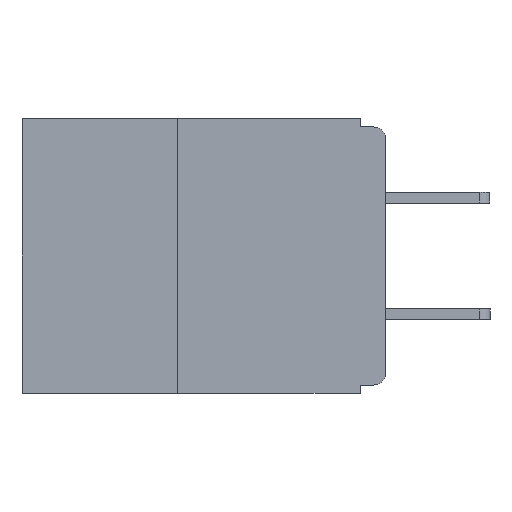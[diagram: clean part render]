
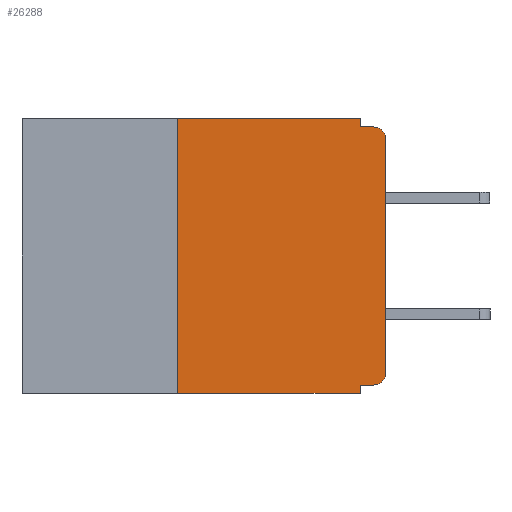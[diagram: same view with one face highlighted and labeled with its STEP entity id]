
A CAD part, left-side view. The second image highlights one B-rep face of the part: STEP entity #26288.
In plain terms, the highlighted planar face has unit normal (-1, 0, 0).
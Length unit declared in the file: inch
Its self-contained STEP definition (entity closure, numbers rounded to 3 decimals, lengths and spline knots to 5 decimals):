
#618 = CARTESIAN_POINT ( 'NONE',  ( 0., 0., -0.305 ) ) ;
#643 = CARTESIAN_POINT ( 'NONE',  ( 0., 0.437, 0. ) ) ;
#1130 = VERTEX_POINT ( 'NONE', #19698 ) ;
#1471 = ORIENTED_EDGE ( 'NONE', *, *, #27245, .T. ) ;
#2228 = CARTESIAN_POINT ( 'NONE',  ( 0., 0.437, -0.33 ) ) ;
#2917 = DIRECTION ( 'NONE',  ( -1., 0., 0. ) ) ;
#3105 = EDGE_CURVE ( 'NONE', #13559, #5946, #19225, .T. ) ;
#3159 = DIRECTION ( 'NONE',  ( 1., 0., 0. ) ) ;
#3261 = ORIENTED_EDGE ( 'NONE', *, *, #3359, .T. ) ;
#3359 = EDGE_CURVE ( 'NONE', #13189, #9005, #29794, .T. ) ;
#3457 = AXIS2_PLACEMENT_3D ( 'NONE', #17222, #2917, #19624 ) ;
#3493 = EDGE_CURVE ( 'NONE', #5946, #1130, #26178, .T. ) ;
#3609 = ORIENTED_EDGE ( 'NONE', *, *, #17756, .F. ) ;
#3750 = ORIENTED_EDGE ( 'NONE', *, *, #4702, .F. ) ;
#3777 = VECTOR ( 'NONE', #26698, 39.37008 ) ;
#4324 = ORIENTED_EDGE ( 'NONE', *, *, #3493, .F. ) ;
#4702 = EDGE_CURVE ( 'NONE', #1130, #25094, #10113, .T. ) ;
#4838 = LINE ( 'NONE', #15481, #29290 ) ;
#5455 = ORIENTED_EDGE ( 'NONE', *, *, #3105, .F. ) ;
#5768 = ORIENTED_EDGE ( 'NONE', *, *, #30620, .T. ) ;
#5946 = VERTEX_POINT ( 'NONE', #23202 ) ;
#6234 = CARTESIAN_POINT ( 'NONE',  ( 0., 0.031, -0.33 ) ) ;
#6397 = AXIS2_PLACEMENT_3D ( 'NONE', #643, #3159, #19842 ) ;
#6456 = VECTOR ( 'NONE', #15067, 39.37008 ) ;
#6577 = AXIS2_PLACEMENT_3D ( 'NONE', #23789, #23703, #23142 ) ;
#7283 = ORIENTED_EDGE ( 'NONE', *, *, #29128, .F. ) ;
#7377 = ORIENTED_EDGE ( 'NONE', *, *, #8137, .F. ) ;
#7398 = DIRECTION ( 'NONE',  ( 0., 0., 1. ) ) ;
#7911 = ORIENTED_EDGE ( 'NONE', *, *, #27817, .T. ) ;
#8100 = CARTESIAN_POINT ( 'NONE',  ( 0., 0., -0.01 ) ) ;
#8137 = EDGE_CURVE ( 'NONE', #8892, #9446, #15538, .T. ) ;
#8210 = CARTESIAN_POINT ( 'NONE',  ( 0., 0.031, -0.32 ) ) ;
#8836 = FACE_OUTER_BOUND ( 'NONE', #25734, .T. ) ;
#8892 = VERTEX_POINT ( 'NONE', #20442 ) ;
#8899 = CARTESIAN_POINT ( 'NONE',  ( 0., 0.25, -0.33 ) ) ;
#9005 = VERTEX_POINT ( 'NONE', #27958 ) ;
#9446 = VERTEX_POINT ( 'NONE', #8210 ) ;
#10113 = LINE ( 'NONE', #26490, #3777 ) ;
#10632 = CARTESIAN_POINT ( 'NONE',  ( 0., 0.031, -0.01 ) ) ;
#10876 = DIRECTION ( 'NONE',  ( 0., 0., -1. ) ) ;
#12897 = LINE ( 'NONE', #14389, #19258 ) ;
#13020 = DIRECTION ( 'NONE',  ( 0., -1., 0. ) ) ;
#13189 = VERTEX_POINT ( 'NONE', #24216 ) ;
#13559 = VERTEX_POINT ( 'NONE', #20751 ) ;
#13797 = VECTOR ( 'NONE', #13020, 39.37008 ) ;
#14110 = VERTEX_POINT ( 'NONE', #6234 ) ;
#14389 = CARTESIAN_POINT ( 'NONE',  ( 0., 0., 0. ) ) ;
#14548 = LINE ( 'NONE', #8100, #13797 ) ;
#14801 = VECTOR ( 'NONE', #17271, 39.37008 ) ;
#15064 = PLANE ( 'NONE',  #6397 ) ;
#15067 = DIRECTION ( 'NONE',  ( 0., -1., 0. ) ) ;
#15481 = CARTESIAN_POINT ( 'NONE',  ( 0., 0.031, -0.33 ) ) ;
#15538 = LINE ( 'NONE', #26667, #14801 ) ;
#15766 = VERTEX_POINT ( 'NONE', #618 ) ;
#17222 = CARTESIAN_POINT ( 'NONE',  ( 0., 0.015, -0.305 ) ) ;
#17271 = DIRECTION ( 'NONE',  ( 0., 1., 0. ) ) ;
#17756 = EDGE_CURVE ( 'NONE', #25094, #9005, #14548, .T. ) ;
#18366 = CIRCLE ( 'NONE', #3457, 0.015 ) ;
#18456 = VECTOR ( 'NONE', #7398, 39.37008 ) ;
#19225 = LINE ( 'NONE', #8899, #18456 ) ;
#19258 = VECTOR ( 'NONE', #26183, 39.37008 ) ;
#19624 = DIRECTION ( 'NONE',  ( 0., 0., -1. ) ) ;
#19698 = CARTESIAN_POINT ( 'NONE',  ( 0., 0.031, 0. ) ) ;
#19842 = DIRECTION ( 'NONE',  ( 0., 0., -1. ) ) ;
#20442 = CARTESIAN_POINT ( 'NONE',  ( 0., 0.015, -0.32 ) ) ;
#20751 = CARTESIAN_POINT ( 'NONE',  ( 0., 0.25, -0.33 ) ) ;
#21338 = DIRECTION ( 'NONE',  ( 0., -1., 0. ) ) ;
#23142 = DIRECTION ( 'NONE',  ( 0., 0., -1. ) ) ;
#23202 = CARTESIAN_POINT ( 'NONE',  ( 0., 0.25, 0. ) ) ;
#23703 = DIRECTION ( 'NONE',  ( -1., 0., 0. ) ) ;
#23789 = CARTESIAN_POINT ( 'NONE',  ( 0., 0.015, -0.025 ) ) ;
#24216 = CARTESIAN_POINT ( 'NONE',  ( 0., 0., -0.025 ) ) ;
#25094 = VERTEX_POINT ( 'NONE', #10632 ) ;
#25734 = EDGE_LOOP ( 'NONE', ( #1471, #3261, #3609, #3750, #4324, #5455, #5768, #7283, #7377, #7911 ) ) ;
#26178 = LINE ( 'NONE', #27023, #6456 ) ;
#26183 = DIRECTION ( 'NONE',  ( 0., 0., 1. ) ) ;
#26288 = ADVANCED_FACE ( 'NONE', ( #8836 ), #15064, .F. ) ;
#26490 = CARTESIAN_POINT ( 'NONE',  ( 0., 0.031, 0. ) ) ;
#26667 = CARTESIAN_POINT ( 'NONE',  ( 0., 0., -0.32 ) ) ;
#26698 = DIRECTION ( 'NONE',  ( 0., 0., -1. ) ) ;
#27023 = CARTESIAN_POINT ( 'NONE',  ( 0., 0.437, 0. ) ) ;
#27245 = EDGE_CURVE ( 'NONE', #15766, #13189, #12897, .T. ) ;
#27399 = VECTOR ( 'NONE', #21338, 39.37008 ) ;
#27817 = EDGE_CURVE ( 'NONE', #8892, #15766, #18366, .T. ) ;
#27958 = CARTESIAN_POINT ( 'NONE',  ( 0., 0.015, -0.01 ) ) ;
#28146 = LINE ( 'NONE', #2228, #27399 ) ;
#29128 = EDGE_CURVE ( 'NONE', #9446, #14110, #4838, .T. ) ;
#29290 = VECTOR ( 'NONE', #10876, 39.37008 ) ;
#29794 = CIRCLE ( 'NONE', #6577, 0.015 ) ;
#30620 = EDGE_CURVE ( 'NONE', #13559, #14110, #28146, .T. ) ;
